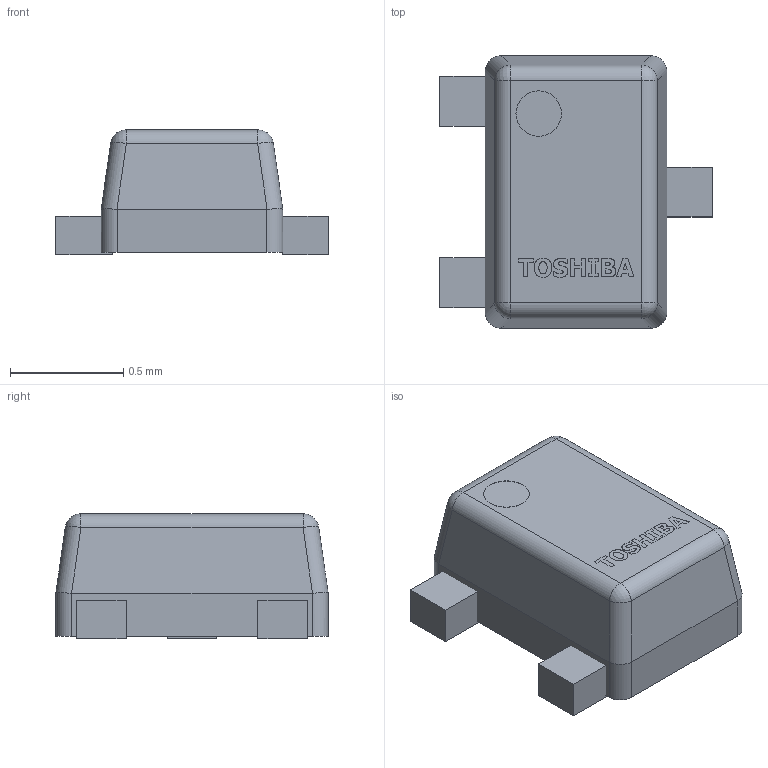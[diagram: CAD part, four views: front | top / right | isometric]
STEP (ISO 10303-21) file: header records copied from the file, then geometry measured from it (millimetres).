
FILE_DESCRIPTION(/* description */ (''),/* implementation_level */ '2;1');
FILE_NAME(/* name */ '1.stp',/* time_stamp */ '2020-06-18T07:12:58+02:00',/* author */ ('khaled'),/* organization */ (''),/* preprocessor_version */ 'ST-DEVELOPER v17.2',/* originating_system */ 'Autodesk Inventor 2019',/* authorisation */ '');
FILE_SCHEMA (('AUTOMOTIVE_DESIGN { 1 0 10303 214 3 1 1 }'));
Length unit declared in the file: millimetre
Products named in the file (5): 1; 1_1; 2; toshiba; circle
Assembly tree (4 placements, depth 2):
  1
    1_1
    2
    toshiba
    circle
Bounding box: 1.2 x 1.2 x 0.55 mm (x, y, z)
Volume: 0.5 mm3; surface area: 4.6 mm2
Topology: 12 solids, 12 shells, 159 faces, 392 edges, 257 vertices
Faces by surface type: plane 100, bspline 42, cylinder 13, sphere 4
Full cylindrical faces by diameter (mm): 0.2 x1
Entity records: 5080 total; most frequent: CARTESIAN_POINT 1363, ORIENTED_EDGE 784, DIRECTION 590, EDGE_CURVE 392, LINE 278, VECTOR 278, VERTEX_POINT 257, EDGE_LOOP 167
